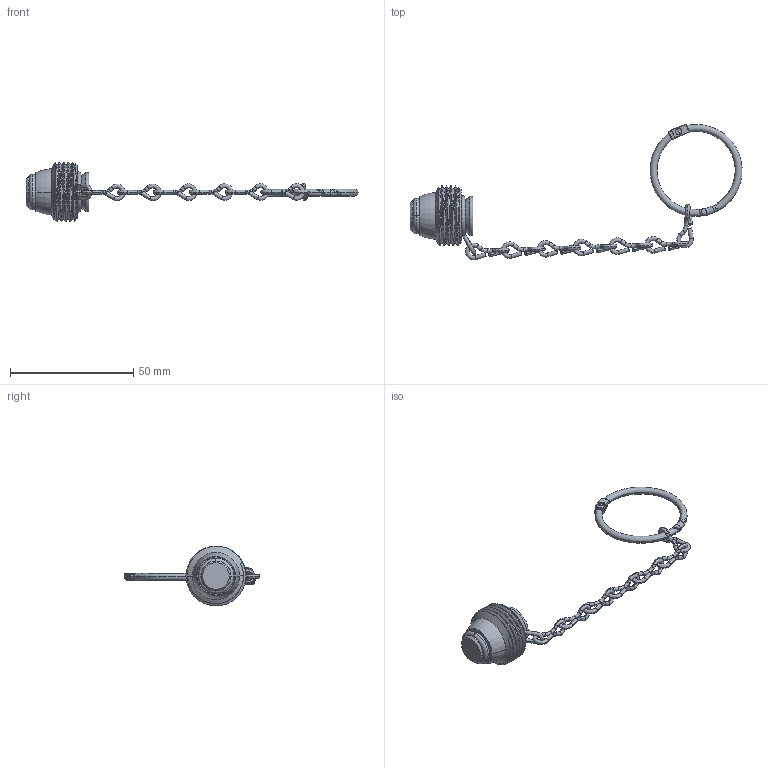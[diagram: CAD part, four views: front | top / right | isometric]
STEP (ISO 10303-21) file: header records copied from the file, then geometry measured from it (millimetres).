
FILE_DESCRIPTION (( 'STEP AP203' ), '1' );
FILE_NAME ('PLU-580BR-R.step', '2025-12-01T12:31:34', ( '' ), ( '' ), 'SwSTEP 2.0', 'SolidWorks 2018', '' );
FILE_SCHEMA (( 'CONFIG_CONTROL_DESIGN' ));
Length unit declared in the file: inch
Products named in the file (9): PRT-002255_SMALL PIN; ASY-000418_One Link Bent; PRT-002239_BRASS; PRT-000252; PRT-002245_RING-1.187D HALF; PRT-004033; PLU-580BR-R; PRT-000837; ASY-000291
Assembly tree (15 placements, depth 3):
  PLU-580BR-R
    PRT-004033
    ASY-000418_One Link Bent
      PRT-002239_BRASS  x7
    ASY-000291
      PRT-002245_RING-1.187D HALF  x2
      PRT-002255_SMALL PIN
    PRT-000252
    PRT-000837
Bounding box: 134.7 x 54.94 x 24.32 mm (x, y, z)
Volume: 7466.7 mm3; surface area: 6126.2 mm2
Topology: 13 solids, 13 shells, 329 faces, 767 edges, 447 vertices
Faces by surface type: cylinder 112, torus 82, plane 61, bspline 49, sphere 16, cone 9
Entity records: 9904 total; most frequent: CARTESIAN_POINT 5264, ORIENTED_EDGE 744, DIRECTION 740, EDGE_CURVE 372, AXIS2_PLACEMENT_3D 321, VERTEX_POINT 226, EDGE_LOOP 168, FACE_OUTER_BOUND 161
